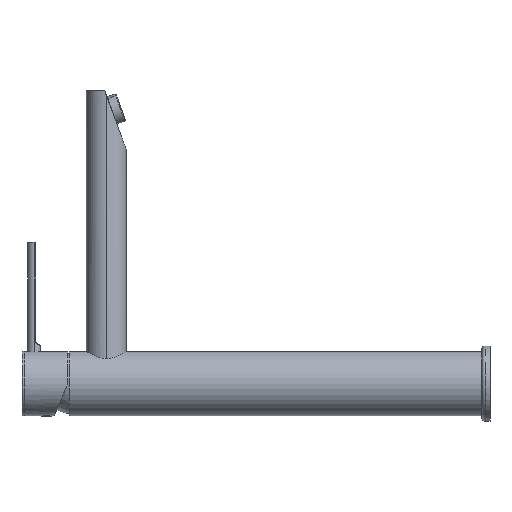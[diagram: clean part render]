
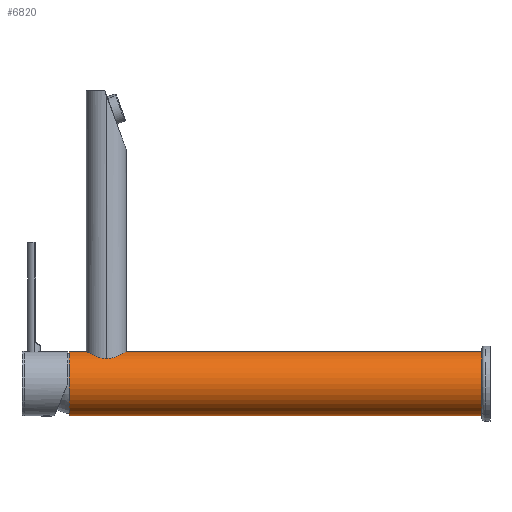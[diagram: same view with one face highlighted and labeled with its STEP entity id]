
A CAD part, left-side view. The second image highlights one B-rep face of the part: STEP entity #6820.
In plain terms, the highlighted cylindrical face has radius 20 mm (diameter 40 mm), a partial arc.
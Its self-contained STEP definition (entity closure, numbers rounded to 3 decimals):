
#330 = CARTESIAN_POINT ( 'NONE',  ( 0., 61.556, 0. ) ) ;
#387 = LINE ( 'NONE', #1924, #18423 ) ;
#608 = EDGE_CURVE ( 'NONE', #18627, #13929, #14683, .T. ) ;
#729 = CARTESIAN_POINT ( 'NONE',  ( -3.053, 230.027, 19.767 ) ) ;
#868 = DIRECTION ( 'NONE',  ( 0., 0., -1. ) ) ;
#934 = CARTESIAN_POINT ( 'NONE',  ( -0.653, 229.032, 19.992 ) ) ;
#987 = CARTESIAN_POINT ( 'NONE',  ( 0., 0., 20. ) ) ;
#1028 = CARTESIAN_POINT ( 'NONE',  ( -5., 234., 19.365 ) ) ;
#1149 = CARTESIAN_POINT ( 'NONE',  ( -4.337, 236.509, 19.525 ) ) ;
#1453 = DIRECTION ( 'NONE',  ( 0., 1., 0. ) ) ;
#1496 = ORIENTED_EDGE ( 'NONE', *, *, #7001, .F. ) ;
#1553 = CARTESIAN_POINT ( 'NONE',  ( 0., 0., -20. ) ) ;
#1596 = EDGE_CURVE ( 'NONE', #10931, #15855, #387, .T. ) ;
#1924 = CARTESIAN_POINT ( 'NONE',  ( 0., 61.556, 20. ) ) ;
#2175 = DIRECTION ( 'NONE',  ( 0., 1., 0. ) ) ;
#2474 = CARTESIAN_POINT ( 'NONE',  ( -4.967, 233.342, 19.373 ) ) ;
#2698 = CARTESIAN_POINT ( 'NONE',  ( -0.655, 238.968, 19.992 ) ) ;
#2803 = CARTESIAN_POINT ( 'NONE',  ( -3.051, 237.975, 19.768 ) ) ;
#2840 = VERTEX_POINT ( 'NONE', #5580 ) ;
#2910 = CARTESIAN_POINT ( 'NONE',  ( -3.764, 237.307, 19.644 ) ) ;
#3008 = CARTESIAN_POINT ( 'NONE',  ( -4.967, 234.658, 19.373 ) ) ;
#3339 = ORIENTED_EDGE ( 'NONE', *, *, #17217, .F. ) ;
#3721 = CARTESIAN_POINT ( 'NONE',  ( 0., 257., 0. ) ) ;
#3818 = CARTESIAN_POINT ( 'NONE',  ( -3.764, 230.693, 19.644 ) ) ;
#4224 = CARTESIAN_POINT ( 'NONE',  ( -2.507, 229.661, 19.844 ) ) ;
#4339 = CARTESIAN_POINT ( 'NONE',  ( -1.297, 238.84, 19.96 ) ) ;
#4442 = CARTESIAN_POINT ( 'NONE',  ( -5., 234., 19.365 ) ) ;
#4944 = EDGE_CURVE ( 'NONE', #15054, #13929, #8846, .T. ) ;
#4947 = EDGE_LOOP ( 'NONE', ( #16332, #6149, #8665, #1496, #12273, #19145, #3339 ) ) ;
#4960 = AXIS2_PLACEMENT_3D ( 'NONE', #3721, #10079, #9979 ) ;
#5205 = CARTESIAN_POINT ( 'NONE',  ( 0., 239., 20. ) ) ;
#5356 = CARTESIAN_POINT ( 'NONE',  ( -3.974, 230.948, 19.602 ) ) ;
#5460 = CARTESIAN_POINT ( 'NONE',  ( -2.218, 229.507, 19.879 ) ) ;
#5565 = CARTESIAN_POINT ( 'NONE',  ( 0., 61.556, -20. ) ) ;
#5580 = CARTESIAN_POINT ( 'NONE',  ( 0., 257., -20. ) ) ;
#6149 = ORIENTED_EDGE ( 'NONE', *, *, #4944, .T. ) ;
#6380 = DIRECTION ( 'NONE',  ( 0., 1., 0. ) ) ;
#6433 = AXIS2_PLACEMENT_3D ( 'NONE', #8355, #13382, #868 ) ;
#6674 = CYLINDRICAL_SURFACE ( 'NONE', #14182, 20. ) ;
#6820 = ADVANCED_FACE ( 'NONE', ( #14355 ), #6674, .T. ) ;
#7001 = EDGE_CURVE ( 'NONE', #10931, #18627, #13811, .T. ) ;
#7095 = CARTESIAN_POINT ( 'NONE',  ( -4.491, 231.778, 19.49 ) ) ;
#7286 = CARTESIAN_POINT ( 'NONE',  ( -5., 233.668, 19.365 ) ) ;
#7705 = CARTESIAN_POINT ( 'NONE',  ( -3.972, 237.054, 19.602 ) ) ;
#8355 = CARTESIAN_POINT ( 'NONE',  ( 0., 0., 0. ) ) ;
#8665 = ORIENTED_EDGE ( 'NONE', *, *, #608, .F. ) ;
#8846 = LINE ( 'NONE', #13553, #12184 ) ;
#9154 = CARTESIAN_POINT ( 'NONE',  ( -4.838, 235.303, 19.406 ) ) ;
#9719 = DIRECTION ( 'NONE',  ( 0., 1., 0. ) ) ;
#9855 = DIRECTION ( 'NONE',  ( 0., 0., -1. ) ) ;
#9979 = DIRECTION ( 'NONE',  ( 0., 0., -1. ) ) ;
#10079 = DIRECTION ( 'NONE',  ( 0., 1., 0. ) ) ;
#10268 = CARTESIAN_POINT ( 'NONE',  ( 0., 229., 20. ) ) ;
#10694 = CARTESIAN_POINT ( 'NONE',  ( -4.491, 236.223, 19.49 ) ) ;
#10798 = CARTESIAN_POINT ( 'NONE',  ( -2.506, 238.339, 19.844 ) ) ;
#10931 = VERTEX_POINT ( 'NONE', #5205 ) ;
#11713 = CARTESIAN_POINT ( 'NONE',  ( -1.299, 229.169, 19.958 ) ) ;
#11903 = CARTESIAN_POINT ( 'NONE',  ( -1.613, 229.264, 19.935 ) ) ;
#12007 = CARTESIAN_POINT ( 'NONE',  ( -4.743, 232.383, 19.43 ) ) ;
#12184 = VECTOR ( 'NONE', #1453, 1000. ) ;
#12218 = CARTESIAN_POINT ( 'NONE',  ( 0., 239., 20. ) ) ;
#12273 = ORIENTED_EDGE ( 'NONE', *, *, #1596, .T. ) ;
#12321 = CARTESIAN_POINT ( 'NONE',  ( -2.219, 238.492, 19.879 ) ) ;
#12746 = CARTESIAN_POINT ( 'NONE',  ( 0., 229., 20. ) ) ;
#12985 = CIRCLE ( 'NONE', #6433, 20. ) ;
#13141 = CARTESIAN_POINT ( 'NONE',  ( -3.304, 230.233, 19.727 ) ) ;
#13146 = LINE ( 'NONE', #5565, #16909 ) ;
#13382 = DIRECTION ( 'NONE',  ( 0., 1., 0. ) ) ;
#13535 = CARTESIAN_POINT ( 'NONE',  ( -1.767, 229.32, 19.922 ) ) ;
#13553 = CARTESIAN_POINT ( 'NONE',  ( 0., 61.556, 20. ) ) ;
#13754 = CARTESIAN_POINT ( 'NONE',  ( -5., 234.332, 19.365 ) ) ;
#13811 = B_SPLINE_CURVE_WITH_KNOTS ( 'NONE', 3,
 ( #12218, #13852, #2698, #4339, #16825, #12321, #10798, #2803, #16926, #2910, #7705, #1149, #10694, #18531, #9154, #3008, #13754, #4442 ),
 .UNSPECIFIED., .F., .F.,
 ( 4, 2, 2, 2, 2, 2, 2, 2, 4 ),
 ( 0.024, 0.025, 0.026, 0.026, 0.027, 0.028, 0.029, 0.03, 0.031 ),
 .UNSPECIFIED. ) ;
#13852 = CARTESIAN_POINT ( 'NONE',  ( -0.33, 239., 20. ) ) ;
#13929 = VERTEX_POINT ( 'NONE', #12746 ) ;
#14054 = EDGE_CURVE ( 'NONE', #2840, #15855, #15748, .T. ) ;
#14182 = AXIS2_PLACEMENT_3D ( 'NONE', #330, #6380, #9855 ) ;
#14355 = FACE_OUTER_BOUND ( 'NONE', #4947, .T. ) ;
#14683 = B_SPLINE_CURVE_WITH_KNOTS ( 'NONE', 3,
 ( #1028, #7286, #2474, #19445, #12007, #7095, #16709, #5356, #3818, #13141, #729, #4224, #5460, #13535, #11903, #11713, #19645, #934, #19749, #10268 ),
 .UNSPECIFIED., .F., .F.,
 ( 4, 2, 2, 2, 2, 2, 2, 2, 2, 4 ),
 ( 0., 0.001, 0.002, 0.003, 0.004, 0.005, 0.006, 0.006, 0.007, 0.008 ),
 .UNSPECIFIED. ) ;
#15054 = VERTEX_POINT ( 'NONE', #987 ) ;
#15748 = CIRCLE ( 'NONE', #4960, 20. ) ;
#15855 = VERTEX_POINT ( 'NONE', #16164 ) ;
#16164 = CARTESIAN_POINT ( 'NONE',  ( 0., 257., 20. ) ) ;
#16225 = EDGE_CURVE ( 'NONE', #19432, #15054, #12985, .T. ) ;
#16332 = ORIENTED_EDGE ( 'NONE', *, *, #16225, .T. ) ;
#16709 = CARTESIAN_POINT ( 'NONE',  ( -4.337, 231.491, 19.525 ) ) ;
#16825 = CARTESIAN_POINT ( 'NONE',  ( -1.616, 238.743, 19.937 ) ) ;
#16909 = VECTOR ( 'NONE', #2175, 1000. ) ;
#16926 = CARTESIAN_POINT ( 'NONE',  ( -3.305, 237.766, 19.726 ) ) ;
#17217 = EDGE_CURVE ( 'NONE', #19432, #2840, #13146, .T. ) ;
#18398 = CARTESIAN_POINT ( 'NONE',  ( -5., 234., 19.365 ) ) ;
#18423 = VECTOR ( 'NONE', #9719, 1000. ) ;
#18531 = CARTESIAN_POINT ( 'NONE',  ( -4.741, 235.621, 19.43 ) ) ;
#18627 = VERTEX_POINT ( 'NONE', #18398 ) ;
#19145 = ORIENTED_EDGE ( 'NONE', *, *, #14054, .F. ) ;
#19432 = VERTEX_POINT ( 'NONE', #1553 ) ;
#19445 = CARTESIAN_POINT ( 'NONE',  ( -4.839, 232.701, 19.406 ) ) ;
#19645 = CARTESIAN_POINT ( 'NONE',  ( -1.138, 229.128, 19.968 ) ) ;
#19749 = CARTESIAN_POINT ( 'NONE',  ( -0.328, 229., 20. ) ) ;
